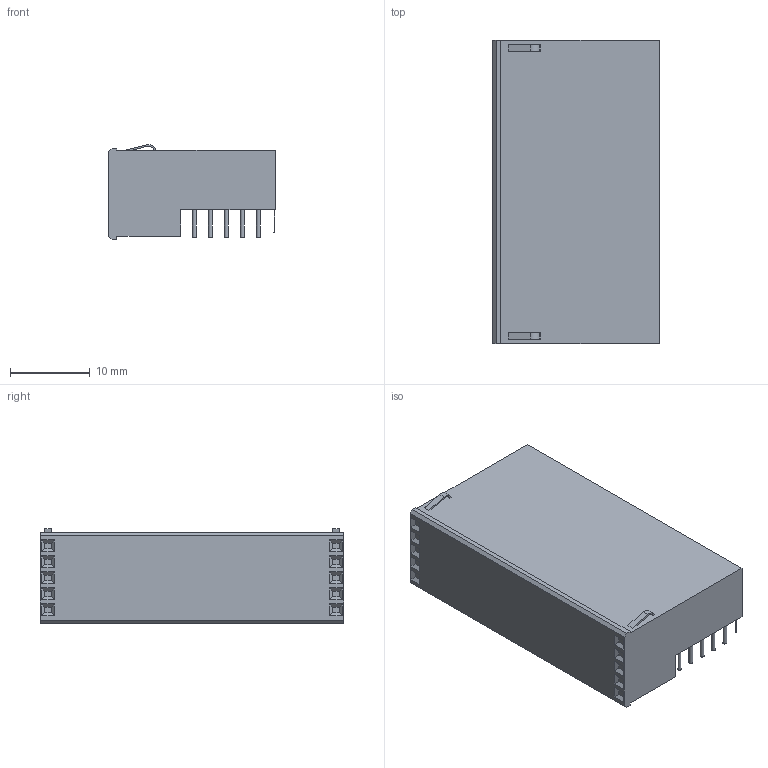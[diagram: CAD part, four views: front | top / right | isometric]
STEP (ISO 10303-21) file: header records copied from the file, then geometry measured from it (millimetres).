
FILE_DESCRIPTION(/* description */ (''),/* implementation_level */ '2;1');
FILE_NAME(/* name */ 'HARTING_17 25 095 2102_a.stp',/* time_stamp */ '2017-09-27T11:14:52+02:00',/* author */ ('jchouvet'),/* organization */ (''),/* preprocessor_version */ 'ST-DEVELOPER v16.1',/* originating_system */ 'AutoCAD Mechanical',/* authorisation */ ', , ');
FILE_SCHEMA (('AUTOMOTIVE_DESIGN { 1 0 10303 214 3 1 1 }'));
Length unit declared in the file: millimetre
Products named in the file (1): Product
Bounding box: 20.8 x 37.9 x 11.82 mm (x, y, z)
Volume: 7010.6 mm3; surface area: 2880.9 mm2
Topology: 21 solids, 21 shells, 140 faces, 264 edges, 176 vertices
Faces by surface type: plane 116, cylinder 24
Full cylindrical faces by diameter (mm): 0.15 x10, 0.5 x10
Entity records: 3403 total; most frequent: DIRECTION 574, CARTESIAN_POINT 561, ORIENTED_EDGE 488, EDGE_CURVE 244, LINE 196, VECTOR 196, AXIS2_PLACEMENT_3D 189, VERTEX_POINT 176
